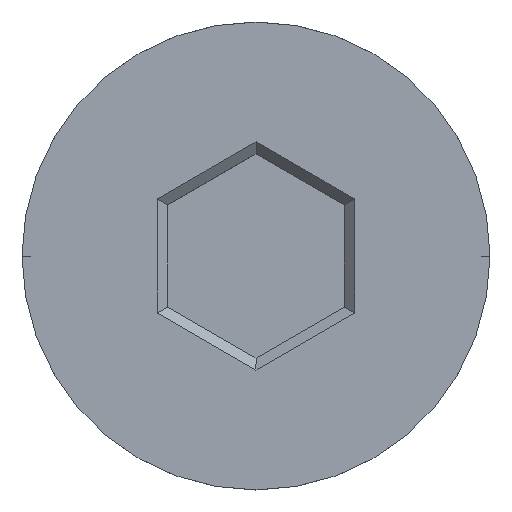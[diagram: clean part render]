
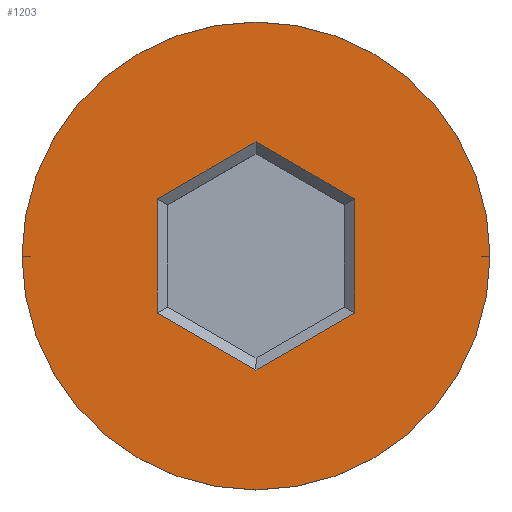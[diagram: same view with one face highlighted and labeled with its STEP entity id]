
A CAD part, top view. The second image highlights one B-rep face of the part: STEP entity #1203.
In plain terms, the highlighted planar face has unit normal (0, 0, 1).
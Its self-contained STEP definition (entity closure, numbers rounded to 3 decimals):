
#1 = EDGE_CURVE ( 'NONE', #523, #519, #1390, .T. ) ;
#4 = CARTESIAN_POINT ( 'NONE',  ( -1.9, -1.097, 0. ) ) ;
#36 = VERTEX_POINT ( 'NONE', #4 ) ;
#73 = CARTESIAN_POINT ( 'NONE',  ( -1.9, 0.981, 0. ) ) ;
#102 = DIRECTION ( 'NONE',  ( 1., 0., 0. ) ) ;
#113 = ORIENTED_EDGE ( 'NONE', *, *, #527, .T. ) ;
#124 = VERTEX_POINT ( 'NONE', #970 ) ;
#171 = VERTEX_POINT ( 'NONE', #357 ) ;
#182 = VECTOR ( 'NONE', #512, 1000. ) ;
#191 = DIRECTION ( 'NONE',  ( -0.866, -0.5, 0. ) ) ;
#197 = DIRECTION ( 'NONE',  ( 1., 0., 0. ) ) ;
#212 = CARTESIAN_POINT ( 'NONE',  ( 0., -2.194, 0. ) ) ;
#280 = PLANE ( 'NONE',  #344 ) ;
#281 = AXIS2_PLACEMENT_3D ( 'NONE', #538, #430, #102 ) ;
#298 = CARTESIAN_POINT ( 'NONE',  ( 0., 0., 0. ) ) ;
#318 = CARTESIAN_POINT ( 'NONE',  ( -0.1, 2.136, 0. ) ) ;
#335 = VERTEX_POINT ( 'NONE', #1386 ) ;
#337 = ORIENTED_EDGE ( 'NONE', *, *, #389, .T. ) ;
#344 = AXIS2_PLACEMENT_3D ( 'NONE', #392, #825, #404 ) ;
#346 = EDGE_CURVE ( 'NONE', #484, #36, #713, .T. ) ;
#357 = CARTESIAN_POINT ( 'NONE',  ( 0., 2.194, 0. ) ) ;
#360 = DIRECTION ( 'NONE',  ( 0., -1., 0. ) ) ;
#377 = EDGE_LOOP ( 'NONE', ( #1035, #113 ) ) ;
#384 = CARTESIAN_POINT ( 'NONE',  ( -1.8, -1.155, 0. ) ) ;
#389 = EDGE_CURVE ( 'NONE', #36, #124, #1063, .T. ) ;
#392 = CARTESIAN_POINT ( 'NONE',  ( 0., 0., 0. ) ) ;
#404 = DIRECTION ( 'NONE',  ( 1., 0., 0. ) ) ;
#415 = VECTOR ( 'NONE', #774, 1000. ) ;
#421 = ORIENTED_EDGE ( 'NONE', *, *, #434, .T. ) ;
#426 = EDGE_LOOP ( 'NONE', ( #611, #337, #421, #439, #1322, #1130 ) ) ;
#430 = DIRECTION ( 'NONE',  ( 0., 0., 1. ) ) ;
#434 = EDGE_CURVE ( 'NONE', #124, #171, #1193, .T. ) ;
#439 = ORIENTED_EDGE ( 'NONE', *, *, #1119, .T. ) ;
#471 = LINE ( 'NONE', #1117, #766 ) ;
#484 = VERTEX_POINT ( 'NONE', #212 ) ;
#485 = AXIS2_PLACEMENT_3D ( 'NONE', #298, #1296, #197 ) ;
#499 = FACE_OUTER_BOUND ( 'NONE', #377, .T. ) ;
#501 = EDGE_CURVE ( 'NONE', #335, #484, #881, .T. ) ;
#511 = VECTOR ( 'NONE', #740, 1000. ) ;
#512 = DIRECTION ( 'NONE',  ( 0., 1., 0. ) ) ;
#519 = VERTEX_POINT ( 'NONE', #1078 ) ;
#523 = VERTEX_POINT ( 'NONE', #1105 ) ;
#527 = EDGE_CURVE ( 'NONE', #519, #523, #1110, .T. ) ;
#538 = CARTESIAN_POINT ( 'NONE',  ( 0., 0., 0. ) ) ;
#611 = ORIENTED_EDGE ( 'NONE', *, *, #346, .T. ) ;
#614 = DIRECTION ( 'NONE',  ( -0.866, 0.5, 0. ) ) ;
#623 = CARTESIAN_POINT ( 'NONE',  ( 1.8, 1.155, 0. ) ) ;
#713 = LINE ( 'NONE', #384, #902 ) ;
#736 = LINE ( 'NONE', #623, #511 ) ;
#740 = DIRECTION ( 'NONE',  ( 0.866, -0.5, 0. ) ) ;
#766 = VECTOR ( 'NONE', #360, 1000. ) ;
#774 = DIRECTION ( 'NONE',  ( 0.866, 0.5, 0. ) ) ;
#825 = DIRECTION ( 'NONE',  ( 0., 0., 1. ) ) ;
#881 = LINE ( 'NONE', #1303, #1314 ) ;
#892 = CARTESIAN_POINT ( 'NONE',  ( 1.9, 1.097, 0. ) ) ;
#902 = VECTOR ( 'NONE', #614, 1000. ) ;
#939 = FACE_BOUND ( 'NONE', #426, .T. ) ;
#941 = VERTEX_POINT ( 'NONE', #892 ) ;
#952 = EDGE_CURVE ( 'NONE', #941, #335, #471, .T. ) ;
#970 = CARTESIAN_POINT ( 'NONE',  ( -1.9, 1.097, 0. ) ) ;
#1035 = ORIENTED_EDGE ( 'NONE', *, *, #1, .T. ) ;
#1063 = LINE ( 'NONE', #73, #182 ) ;
#1078 = CARTESIAN_POINT ( 'NONE',  ( -4.5, 0., 0. ) ) ;
#1105 = CARTESIAN_POINT ( 'NONE',  ( 4.5, 0., 0. ) ) ;
#1110 = CIRCLE ( 'NONE', #485, 4.5 ) ;
#1117 = CARTESIAN_POINT ( 'NONE',  ( 1.9, -0.981, 0. ) ) ;
#1119 = EDGE_CURVE ( 'NONE', #171, #941, #736, .T. ) ;
#1130 = ORIENTED_EDGE ( 'NONE', *, *, #501, .T. ) ;
#1193 = LINE ( 'NONE', #318, #415 ) ;
#1203 = ADVANCED_FACE ( 'NONE', ( #939, #499 ), #280, .T. ) ;
#1296 = DIRECTION ( 'NONE',  ( 0., 0., 1. ) ) ;
#1303 = CARTESIAN_POINT ( 'NONE',  ( 0.1, -2.136, 0. ) ) ;
#1314 = VECTOR ( 'NONE', #191, 1000. ) ;
#1322 = ORIENTED_EDGE ( 'NONE', *, *, #952, .T. ) ;
#1386 = CARTESIAN_POINT ( 'NONE',  ( 1.9, -1.097, 0. ) ) ;
#1390 = CIRCLE ( 'NONE', #281, 4.5 ) ;
